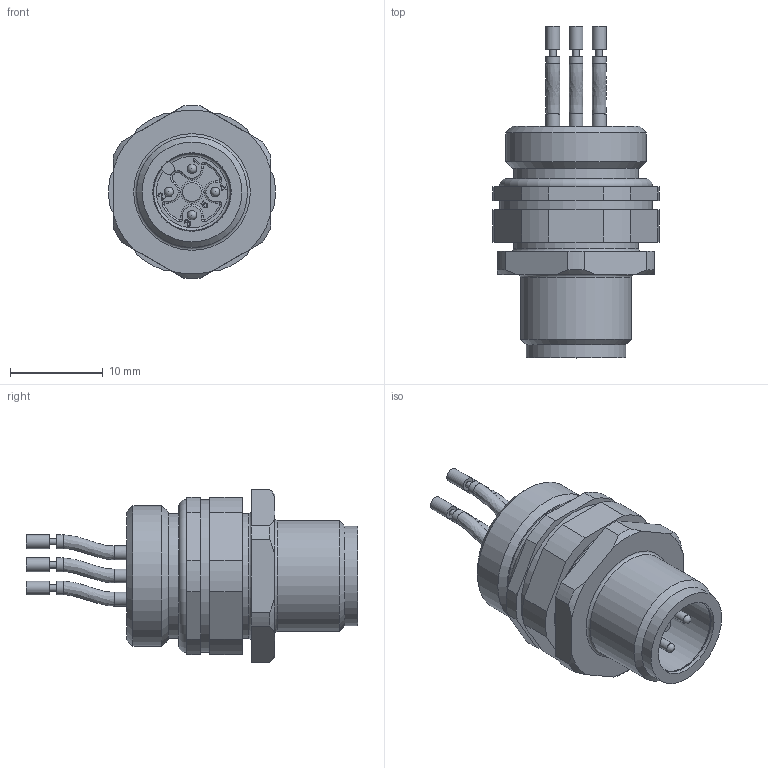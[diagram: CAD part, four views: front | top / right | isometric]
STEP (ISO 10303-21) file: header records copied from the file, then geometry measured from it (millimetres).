
FILE_DESCRIPTION(/* description */ (''),/* implementation_level */ '2;1');
FILE_NAME(/* name */ 'AL-FVM12SUA4-m_PG9_S520.stp',/* time_stamp */ '2019-01-10T15:44:20+01:00',/* author */ (''),/* organization */ (''),/* preprocessor_version */ 'ST-DEVELOPER v16',/* originating_system */ 'SIEMENS PLM Software NX 10.0',/* authorisation */ '');
FILE_SCHEMA (('AP203_CONFIGURATION_CONTROLLED_3D_DESIGN_OF_MECHANICAL_PARTS_AND_ASSEMBLIES_MIM_LF { 1 0 10303 403 2 1 2}'));
Length unit declared in the file: millimetre
Products named in the file (1): v.sh1DB06F713v05
Bounding box: 17.96 x 35.85 x 18.69 mm (x, y, z)
Volume: 3862.6 mm3; surface area: 2814.6 mm2
Topology: 2 solids, 2 shells, 240 faces, 600 edges, 393 vertices
Faces by surface type: plane 95, cylinder 71, extrusion 32, cone 14, torus 14, bspline 10, sphere 4
Full cylindrical faces by diameter (mm): 0.7 x4, 1 x4, 1.5 x12, 2 x1, 8.4 x1, 10.8 x1, 12 x1, 13.5 x2, 13.86 x1, 15.2 x1, 16.5 x1
Entity records: 7499 total; most frequent: CARTESIAN_POINT 2249, ORIENTED_EDGE 1038, DIRECTION 973, EDGE_CURVE 519, AXIS2_PLACEMENT_3D 375, VERTEX_POINT 363, EDGE_LOOP 319, ADVANCED_FACE 240
